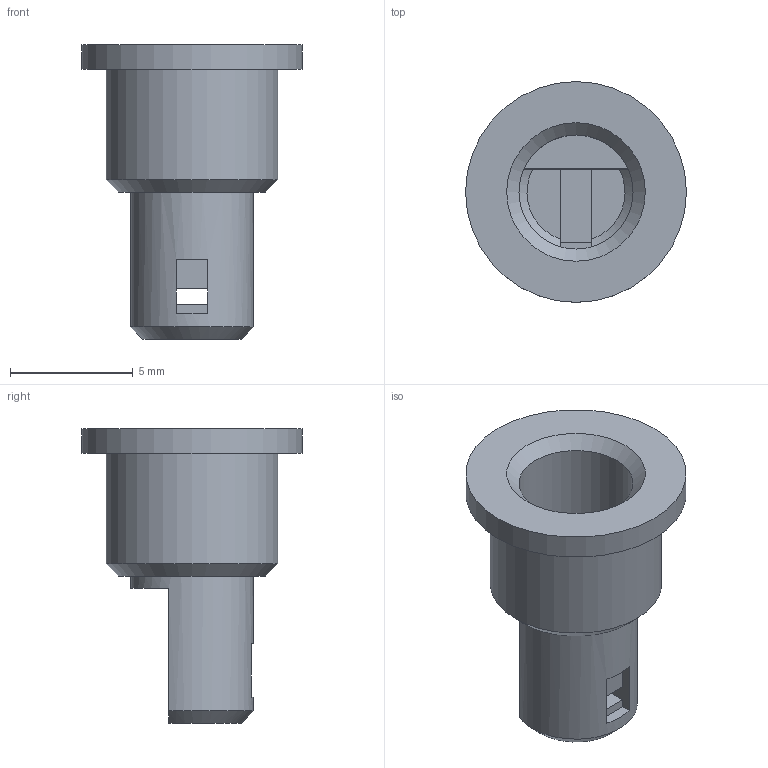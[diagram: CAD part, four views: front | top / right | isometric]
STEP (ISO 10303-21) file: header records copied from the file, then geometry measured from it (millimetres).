
FILE_DESCRIPTION(/* description */ (''),/* implementation_level */ '2;1');
FILE_NAME(/* name */ 'Magnet Post.step',/* time_stamp */ '2019-06-01T14:19:36-05:00',/* author */ (''),/* organization */ (''),/* preprocessor_version */ 'ST-DEVELOPER v18',/* originating_system */ 'Autodesk Translation Framework v8.2.0.1029',/* authorisation */ '');
FILE_SCHEMA (('AUTOMOTIVE_DESIGN { 1 0 10303 214 3 1 1 }'));
Length unit declared in the file: millimetre
Products named in the file (1): Magnet Post v2
Bounding box: 9 x 9 x 12 mm (x, y, z)
Volume: 254 mm3; surface area: 418.5 mm2
Topology: 1 solids, 1 shells, 22 faces, 54 edges, 36 vertices
Faces by surface type: plane 14, cylinder 4, cone 4
Full cylindrical faces by diameter (mm): 4.65 x1, 5 x1, 7 x1, 9 x1
Entity records: 693 total; most frequent: CARTESIAN_POINT 116, DIRECTION 115, ORIENTED_EDGE 106, EDGE_CURVE 53, AXIS2_PLACEMENT_3D 41, VERTEX_POINT 36, LINE 33, VECTOR 33
